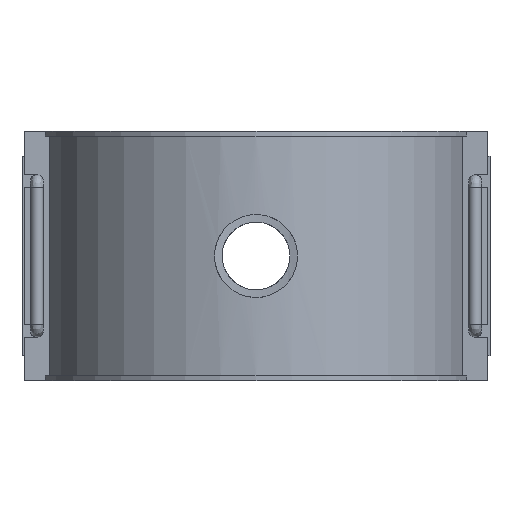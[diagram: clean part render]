
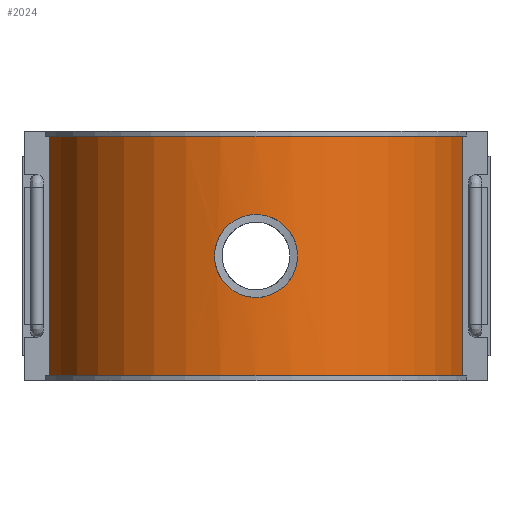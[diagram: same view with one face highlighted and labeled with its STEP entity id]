
A CAD part, front view. The second image highlights one B-rep face of the part: STEP entity #2024.
In plain terms, the highlighted cylindrical face has radius 100 mm (diameter 200 mm), a partial arc.
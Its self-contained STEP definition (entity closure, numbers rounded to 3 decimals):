
#31=LINE('',#3417,#234);
#62=LINE('',#3575,#265);
#234=VECTOR('',#2378,113.28);
#265=VECTOR('',#2451,113.28);
#520=CIRCLE('',#2150,100.);
#528=CIRCLE('',#2164,100.);
#596=FACE_BOUND('',#790,.T.);
#654=FACE_OUTER_BOUND('',#789,.T.);
#789=EDGE_LOOP('',(#1516,#1517,#1518,#1519));
#790=EDGE_LOOP('',(#1520));
#930=B_SPLINE_CURVE_WITH_KNOTS('',3,(#2902,#2903,#2904,#2905,#2906,#2907,
#2908,#2909,#2910,#2911,#2912,#2913,#2914,#2915,#2916,#2917,#2918,#2919,
#2920,#2921,#2922,#2923,#2924,#2925,#2926,#2927,#2928,#2929,#2930,#2931,
#2932,#2933,#2934,#2935,#2936,#2937,#2938,#2939,#2940,#2941,#2942,#2943,
#2944,#2945,#2946,#2947,#2948,#2949,#2950,#2951,#2952,#2953,#2954,#2955,
#2956,#2957,#2958,#2959,#2960,#2961,#2962,#2963,#2964,#2965,#2966,#2967),
 .UNSPECIFIED.,.T.,.F.,(4,2,2,2,2,2,2,2,2,2,2,2,2,2,2,2,2,2,2,2,2,2,2,2,
2,2,2,2,2,2,2,2,4),(0.,0.37,0.74,1.111,
1.481,1.851,2.221,2.591,2.961,
3.332,3.702,4.072,4.442,4.812,
5.183,5.553,5.923,6.293,6.663,
7.034,7.404,7.774,8.144,8.514,
8.884,9.255,9.625,9.995,10.365,
10.735,11.106,11.476,11.846),
 .UNSPECIFIED.);
#939=VERTEX_POINT('',#2901);
#959=VERTEX_POINT('',#3402);
#960=VERTEX_POINT('',#3404);
#964=VERTEX_POINT('',#3416);
#983=VERTEX_POINT('',#3461);
#1131=EDGE_CURVE('',#939,#939,#930,.T.);
#1155=EDGE_CURVE('',#959,#960,#520,.T.);
#1160=EDGE_CURVE('',#959,#964,#31,.T.);
#1182=EDGE_CURVE('',#983,#964,#528,.T.);
#1207=EDGE_CURVE('',#960,#983,#62,.T.);
#1516=ORIENTED_EDGE('',*,*,#1155,.T.);
#1517=ORIENTED_EDGE('',*,*,#1207,.T.);
#1518=ORIENTED_EDGE('',*,*,#1182,.T.);
#1519=ORIENTED_EDGE('',*,*,#1160,.F.);
#1520=ORIENTED_EDGE('',*,*,#1131,.T.);
#1985=CYLINDRICAL_SURFACE('',#2174,100.);
#2024=ADVANCED_FACE('',(#654,#596),#1985,.T.);
#2150=AXIS2_PLACEMENT_3D('',#3406,#2368,#2369);
#2164=AXIS2_PLACEMENT_3D('',#3462,#2415,#2416);
#2174=AXIS2_PLACEMENT_3D('',#3576,#2452,#2453);
#2368=DIRECTION('center_axis',(0.,0.,1.));
#2369=DIRECTION('ref_axis',(1.,0.,0.));
#2378=DIRECTION('',(0.,0.,1.));
#2415=DIRECTION('center_axis',(0.,0.,-1.));
#2416=DIRECTION('ref_axis',(1.,0.,0.));
#2451=DIRECTION('',(0.,0.,1.));
#2452=DIRECTION('center_axis',(0.,0.,1.));
#2453=DIRECTION('ref_axis',(1.,0.,0.));
#2901=CARTESIAN_POINT('',(19.6,-98.06,0.));
#2902=CARTESIAN_POINT('Ctrl Pts',(19.6,-98.06,0.));
#2903=CARTESIAN_POINT('Ctrl Pts',(19.6,-98.06,-1.234));
#2904=CARTESIAN_POINT('Ctrl Pts',(19.482,-98.084,-2.509));
#2905=CARTESIAN_POINT('Ctrl Pts',(18.984,-98.182,-5.043));
#2906=CARTESIAN_POINT('Ctrl Pts',(18.605,-98.255,-6.303));
#2907=CARTESIAN_POINT('Ctrl Pts',(17.604,-98.44,-8.716));
#2908=CARTESIAN_POINT('Ctrl Pts',(16.981,-98.55,-9.872));
#2909=CARTESIAN_POINT('Ctrl Pts',(15.543,-98.787,-12.01));
#2910=CARTESIAN_POINT('Ctrl Pts',(14.728,-98.913,-12.991));
#2911=CARTESIAN_POINT('Ctrl Pts',(12.991,-99.156,-14.728));
#2912=CARTESIAN_POINT('Ctrl Pts',(12.01,-99.282,-15.543));
#2913=CARTESIAN_POINT('Ctrl Pts',(9.873,-99.517,-16.981));
#2914=CARTESIAN_POINT('Ctrl Pts',(8.716,-99.627,-17.604));
#2915=CARTESIAN_POINT('Ctrl Pts',(6.303,-99.809,-18.605));
#2916=CARTESIAN_POINT('Ctrl Pts',(5.043,-99.881,-18.984));
#2917=CARTESIAN_POINT('Ctrl Pts',(2.509,-99.977,-19.482));
#2918=CARTESIAN_POINT('Ctrl Pts',(1.234,-100.,-19.6));
#2919=CARTESIAN_POINT('Ctrl Pts',(-1.234,-100.,-19.6));
#2920=CARTESIAN_POINT('Ctrl Pts',(-2.509,-99.977,-19.482));
#2921=CARTESIAN_POINT('Ctrl Pts',(-5.043,-99.881,-18.984));
#2922=CARTESIAN_POINT('Ctrl Pts',(-6.303,-99.809,-18.605));
#2923=CARTESIAN_POINT('Ctrl Pts',(-8.716,-99.627,-17.604));
#2924=CARTESIAN_POINT('Ctrl Pts',(-9.873,-99.517,-16.981));
#2925=CARTESIAN_POINT('Ctrl Pts',(-12.01,-99.282,-15.543));
#2926=CARTESIAN_POINT('Ctrl Pts',(-12.991,-99.156,-14.728));
#2927=CARTESIAN_POINT('Ctrl Pts',(-14.728,-98.913,-12.991));
#2928=CARTESIAN_POINT('Ctrl Pts',(-15.543,-98.787,-12.01));
#2929=CARTESIAN_POINT('Ctrl Pts',(-16.981,-98.55,-9.872));
#2930=CARTESIAN_POINT('Ctrl Pts',(-17.604,-98.44,-8.716));
#2931=CARTESIAN_POINT('Ctrl Pts',(-18.605,-98.255,-6.303));
#2932=CARTESIAN_POINT('Ctrl Pts',(-18.984,-98.182,-5.043));
#2933=CARTESIAN_POINT('Ctrl Pts',(-19.482,-98.084,-2.509));
#2934=CARTESIAN_POINT('Ctrl Pts',(-19.6,-98.06,-1.234));
#2935=CARTESIAN_POINT('Ctrl Pts',(-19.6,-98.06,1.234));
#2936=CARTESIAN_POINT('Ctrl Pts',(-19.482,-98.084,2.509));
#2937=CARTESIAN_POINT('Ctrl Pts',(-18.984,-98.182,5.043));
#2938=CARTESIAN_POINT('Ctrl Pts',(-18.605,-98.255,6.303));
#2939=CARTESIAN_POINT('Ctrl Pts',(-17.604,-98.44,8.716));
#2940=CARTESIAN_POINT('Ctrl Pts',(-16.981,-98.55,9.872));
#2941=CARTESIAN_POINT('Ctrl Pts',(-15.543,-98.787,12.01));
#2942=CARTESIAN_POINT('Ctrl Pts',(-14.728,-98.913,12.991));
#2943=CARTESIAN_POINT('Ctrl Pts',(-12.991,-99.156,14.728));
#2944=CARTESIAN_POINT('Ctrl Pts',(-12.01,-99.282,15.543));
#2945=CARTESIAN_POINT('Ctrl Pts',(-9.873,-99.517,16.981));
#2946=CARTESIAN_POINT('Ctrl Pts',(-8.716,-99.627,17.604));
#2947=CARTESIAN_POINT('Ctrl Pts',(-6.303,-99.809,18.605));
#2948=CARTESIAN_POINT('Ctrl Pts',(-5.043,-99.881,18.984));
#2949=CARTESIAN_POINT('Ctrl Pts',(-2.509,-99.977,19.482));
#2950=CARTESIAN_POINT('Ctrl Pts',(-1.234,-100.,19.6));
#2951=CARTESIAN_POINT('Ctrl Pts',(1.234,-100.,19.6));
#2952=CARTESIAN_POINT('Ctrl Pts',(2.509,-99.977,19.482));
#2953=CARTESIAN_POINT('Ctrl Pts',(5.043,-99.881,18.984));
#2954=CARTESIAN_POINT('Ctrl Pts',(6.303,-99.809,18.605));
#2955=CARTESIAN_POINT('Ctrl Pts',(8.716,-99.627,17.604));
#2956=CARTESIAN_POINT('Ctrl Pts',(9.873,-99.517,16.981));
#2957=CARTESIAN_POINT('Ctrl Pts',(12.01,-99.282,15.543));
#2958=CARTESIAN_POINT('Ctrl Pts',(12.991,-99.156,14.728));
#2959=CARTESIAN_POINT('Ctrl Pts',(14.728,-98.913,12.991));
#2960=CARTESIAN_POINT('Ctrl Pts',(15.543,-98.787,12.01));
#2961=CARTESIAN_POINT('Ctrl Pts',(16.981,-98.55,9.872));
#2962=CARTESIAN_POINT('Ctrl Pts',(17.604,-98.44,8.716));
#2963=CARTESIAN_POINT('Ctrl Pts',(18.605,-98.255,6.303));
#2964=CARTESIAN_POINT('Ctrl Pts',(18.984,-98.182,5.043));
#2965=CARTESIAN_POINT('Ctrl Pts',(19.482,-98.084,2.509));
#2966=CARTESIAN_POINT('Ctrl Pts',(19.6,-98.06,1.234));
#2967=CARTESIAN_POINT('Ctrl Pts',(19.6,-98.06,0.));
#3402=CARTESIAN_POINT('',(-97.436,-22.5,-56.64));
#3404=CARTESIAN_POINT('',(97.436,-22.5,-56.64));
#3406=CARTESIAN_POINT('Origin',(0.,0.,-56.64));
#3416=CARTESIAN_POINT('',(-97.436,-22.5,56.64));
#3417=CARTESIAN_POINT('',(-97.436,-22.5,0.));
#3461=CARTESIAN_POINT('',(97.436,-22.5,56.64));
#3462=CARTESIAN_POINT('Origin',(0.,0.,56.64));
#3575=CARTESIAN_POINT('',(97.436,-22.5,0.));
#3576=CARTESIAN_POINT('Origin',(0.,0.,0.));
